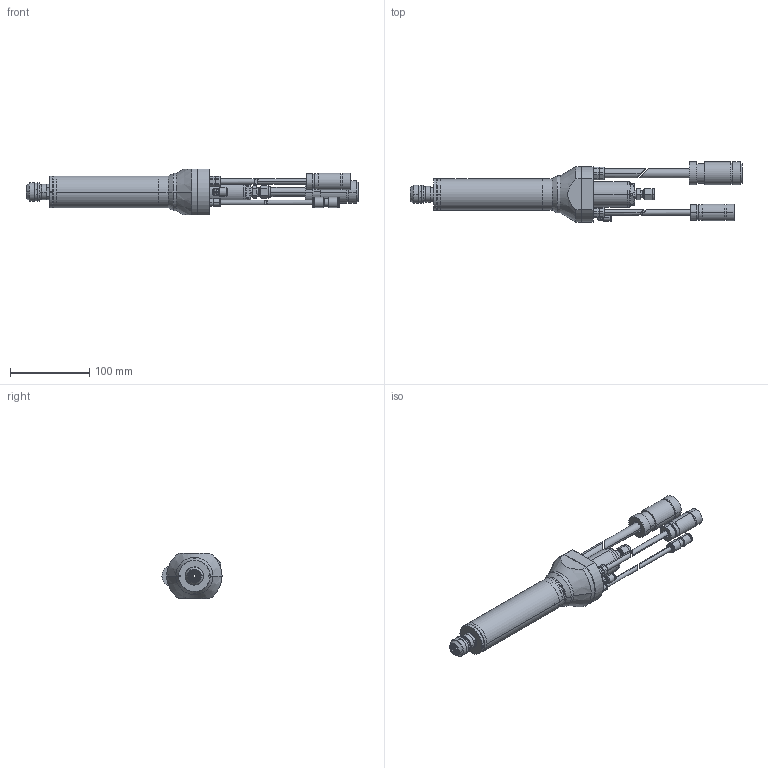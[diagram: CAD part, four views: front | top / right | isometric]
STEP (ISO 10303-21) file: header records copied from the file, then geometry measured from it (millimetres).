
FILE_DESCRIPTION (( 'STEP AP214' ), '1' );
FILE_NAME ('BMS-4040-MQL---(外観図).STEP', '2017-07-20T05:39:29', ( '' ), ( '' ), 'SwSTEP 2.0', 'SolidWorks 2013', '' );
FILE_SCHEMA (( 'AUTOMOTIVE_DESIGN' ));
Length unit declared in the file: millimetre
Products named in the file (1): BMS-4040-MQL---(外観図)
Bounding box: 420.1 x 76 x 58 mm (x, y, z)
Volume: 240427.6 mm3; surface area: 140072.9 mm2
Topology: 29 solids, 29 shells, 1192 faces, 2764 edges, 1714 vertices
Faces by surface type: cylinder 484, cone 355, plane 309, bspline 44
Entity records: 49164 total; most frequent: CARTESIAN_POINT 8313, DIRECTION 6132, ORIENTED_EDGE 5456, EDGE_CURVE 2728, AXIS2_PLACEMENT_3D 2604, VERTEX_POINT 1714, CIRCLE 1455, EDGE_LOOP 1374
